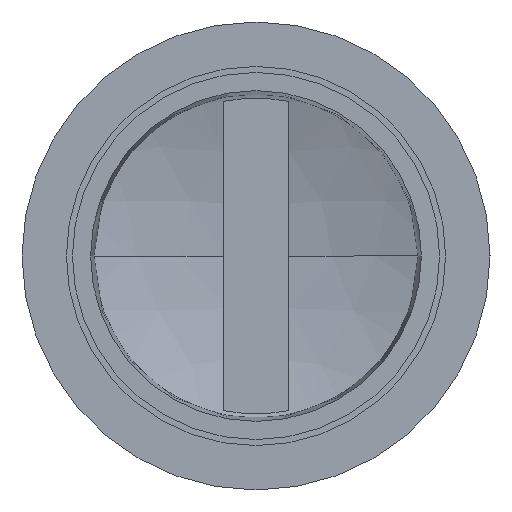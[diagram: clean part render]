
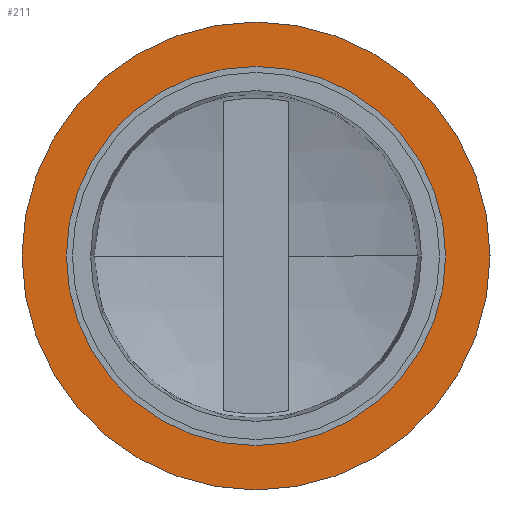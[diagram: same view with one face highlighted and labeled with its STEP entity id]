
A CAD part, front view. The second image highlights one B-rep face of the part: STEP entity #211.
In plain terms, the highlighted planar face has unit normal (0, -1, 0).
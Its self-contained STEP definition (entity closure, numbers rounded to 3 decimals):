
#2 = EDGE_LOOP ( 'NONE', ( #512, #4 ) ) ;
#4 = ORIENTED_EDGE ( 'NONE', *, *, #383, .T. ) ;
#11 = CARTESIAN_POINT ( 'NONE',  ( -29., -2.5, 0. ) ) ;
#18 = PLANE ( 'NONE',  #645 ) ;
#20 = CIRCLE ( 'NONE', #125, 29. ) ;
#61 = AXIS2_PLACEMENT_3D ( 'NONE', #353, #428, #122 ) ;
#77 = CARTESIAN_POINT ( 'NONE',  ( 23.5, -2.5, 0. ) ) ;
#111 = CARTESIAN_POINT ( 'NONE',  ( 0., -2.5, 0. ) ) ;
#122 = DIRECTION ( 'NONE',  ( -1., 0., 0. ) ) ;
#125 = AXIS2_PLACEMENT_3D ( 'NONE', #111, #646, #649 ) ;
#133 = DIRECTION ( 'NONE',  ( 0., 1., 0. ) ) ;
#134 = CARTESIAN_POINT ( 'NONE',  ( -23.5, -2.5, 0. ) ) ;
#138 = AXIS2_PLACEMENT_3D ( 'NONE', #262, #181, #546 ) ;
#181 = DIRECTION ( 'NONE',  ( 0., 1., 0. ) ) ;
#189 = DIRECTION ( 'NONE',  ( -1., 0., 0. ) ) ;
#199 = CIRCLE ( 'NONE', #377, 23.5 ) ;
#202 = VERTEX_POINT ( 'NONE', #445 ) ;
#204 = VERTEX_POINT ( 'NONE', #77 ) ;
#211 = ADVANCED_FACE ( 'NONE', ( #673, #581 ), #18, .T. ) ;
#261 = CIRCLE ( 'NONE', #138, 23.5 ) ;
#262 = CARTESIAN_POINT ( 'NONE',  ( 0., -2.5, 0. ) ) ;
#294 = DIRECTION ( 'NONE',  ( 1., 0., 0. ) ) ;
#317 = VERTEX_POINT ( 'NONE', #524 ) ;
#353 = CARTESIAN_POINT ( 'NONE',  ( 0., -2.5, 0. ) ) ;
#363 = EDGE_CURVE ( 'NONE', #535, #202, #565, .T. ) ;
#374 = EDGE_LOOP ( 'NONE', ( #511, #542 ) ) ;
#377 = AXIS2_PLACEMENT_3D ( 'NONE', #503, #133, #189 ) ;
#383 = EDGE_CURVE ( 'NONE', #204, #317, #261, .T. ) ;
#390 = EDGE_CURVE ( 'NONE', #202, #535, #20, .T. ) ;
#428 = DIRECTION ( 'NONE',  ( 0., 1., 0. ) ) ;
#445 = CARTESIAN_POINT ( 'NONE',  ( 29., -2.5, 0. ) ) ;
#497 = DIRECTION ( 'NONE',  ( 0., -1., 0. ) ) ;
#503 = CARTESIAN_POINT ( 'NONE',  ( 0., -2.5, 0. ) ) ;
#511 = ORIENTED_EDGE ( 'NONE', *, *, #363, .F. ) ;
#512 = ORIENTED_EDGE ( 'NONE', *, *, #653, .T. ) ;
#524 = CARTESIAN_POINT ( 'NONE',  ( -23.5, -2.5, 0. ) ) ;
#535 = VERTEX_POINT ( 'NONE', #11 ) ;
#542 = ORIENTED_EDGE ( 'NONE', *, *, #390, .F. ) ;
#546 = DIRECTION ( 'NONE',  ( -1., 0., 0. ) ) ;
#565 = CIRCLE ( 'NONE', #61, 29. ) ;
#581 = FACE_OUTER_BOUND ( 'NONE', #374, .T. ) ;
#645 = AXIS2_PLACEMENT_3D ( 'NONE', #134, #497, #294 ) ;
#646 = DIRECTION ( 'NONE',  ( 0., 1., 0. ) ) ;
#649 = DIRECTION ( 'NONE',  ( -1., 0., 0. ) ) ;
#653 = EDGE_CURVE ( 'NONE', #317, #204, #199, .T. ) ;
#673 = FACE_BOUND ( 'NONE', #2, .T. ) ;
